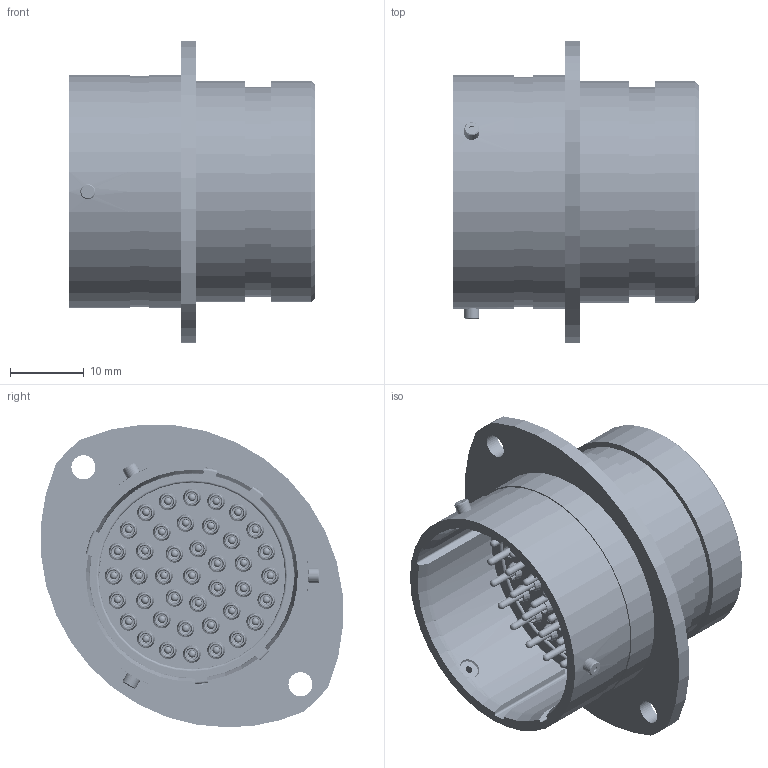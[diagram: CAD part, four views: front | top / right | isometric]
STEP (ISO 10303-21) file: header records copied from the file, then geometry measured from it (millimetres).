
FILE_DESCRIPTION (( 'STEP AP214' ), '1' );
FILE_NAME ('AS020-41PD.STEP', '2022-02-01T14:34:24', ( '' ), ( '' ), 'SwSTEP 2.0', 'SolidWorks 2020', '' );
FILE_SCHEMA (( 'AUTOMOTIVE_DESIGN' ));
Length unit declared in the file: millimetre
Products named in the file (1): AS020-41PD
Bounding box: 33.31 x 40.96 x 41.04 mm (x, y, z)
Volume: 15141.1 mm3; surface area: 17833.5 mm2
Topology: 51 solids, 51 shells, 2967 faces, 6178 edges, 3526 vertices
Faces by surface type: torus 1168, cylinder 845, cone 594, plane 342, sphere 18
Entity records: 113050 total; most frequent: DIRECTION 16694, CARTESIAN_POINT 12997, ORIENTED_EDGE 12314, AXIS2_PLACEMENT_3D 7613, EDGE_CURVE 6157, CIRCLE 4647, VERTEX_POINT 3517, EDGE_LOOP 3450
